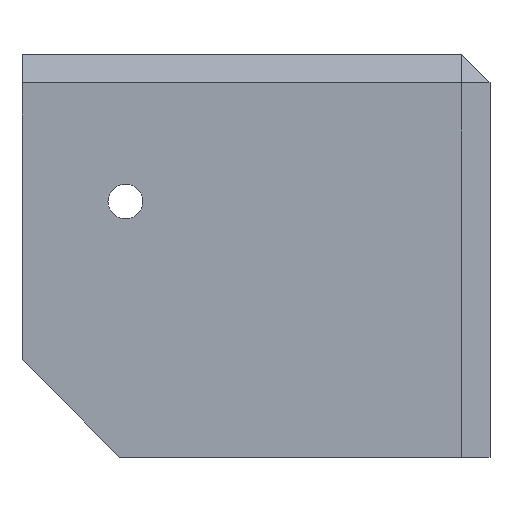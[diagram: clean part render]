
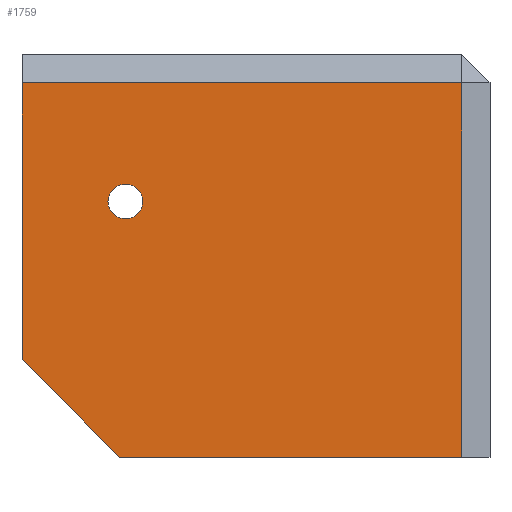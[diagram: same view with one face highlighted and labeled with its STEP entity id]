
A CAD part, left-side view. The second image highlights one B-rep face of the part: STEP entity #1759.
In plain terms, the highlighted planar face has unit normal (-1, 0, 0).
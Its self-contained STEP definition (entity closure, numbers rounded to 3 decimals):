
#100 = PLANE('',#101);
#101 = AXIS2_PLACEMENT_3D('',#102,#103,#104);
#102 = CARTESIAN_POINT('',(-91.2,-13.5,12.2));
#103 = DIRECTION('',(0.707,-0.,-0.707));
#104 = DIRECTION('',(-0.,-1.,-0.));
#128 = PLANE('',#129);
#129 = AXIS2_PLACEMENT_3D('',#130,#131,#132);
#130 = CARTESIAN_POINT('',(-85.491,29.5,-0.381));
#131 = DIRECTION('',(-0.,1.,0.));
#132 = DIRECTION('',(1.,0.,0.));
#657 = VERTEX_POINT('',#658);
#658 = CARTESIAN_POINT('',(-92.5,-10.9,10.9));
#681 = VERTEX_POINT('',#682);
#682 = CARTESIAN_POINT('',(-92.5,29.5,10.9));
#703 = EDGE_CURVE('',#657,#681,#704,.T.);
#704 = SURFACE_CURVE('',#705,(#709,#716),.PCURVE_S1.);
#705 = LINE('',#706,#707);
#706 = CARTESIAN_POINT('',(-92.5,-13.5,10.9));
#707 = VECTOR('',#708,1.);
#708 = DIRECTION('',(-0.,1.,-0.));
#709 = PCURVE('',#100,#710);
#710 = DEFINITIONAL_REPRESENTATION('',(#711),#715);
#711 = LINE('',#712,#713);
#712 = CARTESIAN_POINT('',(-0.,1.838));
#713 = VECTOR('',#714,1.);
#714 = DIRECTION('',(-1.,0.));
#715 = ( GEOMETRIC_REPRESENTATION_CONTEXT(2) 
PARAMETRIC_REPRESENTATION_CONTEXT() REPRESENTATION_CONTEXT('2D SPACE',''
  ) );
#716 = PCURVE('',#717,#722);
#717 = PLANE('',#718);
#718 = AXIS2_PLACEMENT_3D('',#719,#720,#721);
#719 = CARTESIAN_POINT('',(-92.5,7.159,-4.261)
  );
#720 = DIRECTION('',(-1.,-0.,0.));
#721 = DIRECTION('',(0.,-0.,1.));
#722 = DEFINITIONAL_REPRESENTATION('',(#723),#727);
#723 = LINE('',#724,#725);
#724 = CARTESIAN_POINT('',(15.161,-20.659));
#725 = VECTOR('',#726,1.);
#726 = DIRECTION('',(-0.,1.));
#727 = ( GEOMETRIC_REPRESENTATION_CONTEXT(2) 
PARAMETRIC_REPRESENTATION_CONTEXT() REPRESENTATION_CONTEXT('2D SPACE',''
  ) );
#883 = VERTEX_POINT('',#884);
#884 = CARTESIAN_POINT('',(-92.5,29.5,-14.5));
#898 = PLANE('',#899);
#899 = AXIS2_PLACEMENT_3D('',#900,#901,#902);
#900 = CARTESIAN_POINT('',(-92.5,25.,-19.));
#901 = DIRECTION('',(0.,0.707,-0.707));
#902 = DIRECTION('',(-1.,0.,0.));
#910 = EDGE_CURVE('',#681,#883,#911,.T.);
#911 = SURFACE_CURVE('',#912,(#916,#923),.PCURVE_S1.);
#912 = LINE('',#913,#914);
#913 = CARTESIAN_POINT('',(-92.5,29.5,-13.5));
#914 = VECTOR('',#915,1.);
#915 = DIRECTION('',(0.,-0.,-1.));
#916 = PCURVE('',#128,#917);
#917 = DEFINITIONAL_REPRESENTATION('',(#918),#922);
#918 = LINE('',#919,#920);
#919 = CARTESIAN_POINT('',(-7.009,13.119));
#920 = VECTOR('',#921,1.);
#921 = DIRECTION('',(-0.,1.));
#922 = ( GEOMETRIC_REPRESENTATION_CONTEXT(2) 
PARAMETRIC_REPRESENTATION_CONTEXT() REPRESENTATION_CONTEXT('2D SPACE',''
  ) );
#923 = PCURVE('',#717,#924);
#924 = DEFINITIONAL_REPRESENTATION('',(#925),#929);
#925 = LINE('',#926,#927);
#926 = CARTESIAN_POINT('',(-9.239,22.341));
#927 = VECTOR('',#928,1.);
#928 = DIRECTION('',(-1.,0.));
#929 = ( GEOMETRIC_REPRESENTATION_CONTEXT(2) 
PARAMETRIC_REPRESENTATION_CONTEXT() REPRESENTATION_CONTEXT('2D SPACE',''
  ) );
#953 = PLANE('',#954);
#954 = AXIS2_PLACEMENT_3D('',#955,#956,#957);
#955 = CARTESIAN_POINT('',(-88.26,0.305,-23.5
    ));
#956 = DIRECTION('',(0.,-0.,-1.));
#957 = DIRECTION('',(1.,-0.,0.));
#1002 = PLANE('',#1003);
#1003 = AXIS2_PLACEMENT_3D('',#1004,#1005,#1006);
#1004 = CARTESIAN_POINT('',(-91.2,-12.2,13.5));
#1005 = DIRECTION('',(-0.707,-0.707,0.)
  );
#1006 = DIRECTION('',(0.,0.,-1.));
#1759 = ADVANCED_FACE('',(#1760,#1831),#717,.T.);
#1760 = FACE_BOUND('',#1761,.T.);
#1761 = EDGE_LOOP('',(#1762,#1763,#1786,#1809,#1830));
#1762 = ORIENTED_EDGE('',*,*,#910,.T.);
#1763 = ORIENTED_EDGE('',*,*,#1764,.F.);
#1764 = EDGE_CURVE('',#1765,#883,#1767,.T.);
#1765 = VERTEX_POINT('',#1766);
#1766 = CARTESIAN_POINT('',(-92.5,20.5,-23.5));
#1767 = SURFACE_CURVE('',#1768,(#1772,#1779),.PCURVE_S1.);
#1768 = LINE('',#1769,#1770);
#1769 = CARTESIAN_POINT('',(-92.5,16.75,-27.25));
#1770 = VECTOR('',#1771,1.);
#1771 = DIRECTION('',(0.,0.707,0.707));
#1772 = PCURVE('',#717,#1773);
#1773 = DEFINITIONAL_REPRESENTATION('',(#1774),#1778);
#1774 = LINE('',#1775,#1776);
#1775 = CARTESIAN_POINT('',(-22.989,9.591));
#1776 = VECTOR('',#1777,1.);
#1777 = DIRECTION('',(0.707,0.707));
#1778 = ( GEOMETRIC_REPRESENTATION_CONTEXT(2) 
PARAMETRIC_REPRESENTATION_CONTEXT() REPRESENTATION_CONTEXT('2D SPACE',''
  ) );
#1779 = PCURVE('',#898,#1780);
#1780 = DEFINITIONAL_REPRESENTATION('',(#1781),#1785);
#1781 = LINE('',#1782,#1783);
#1782 = CARTESIAN_POINT('',(0.,-11.667));
#1783 = VECTOR('',#1784,1.);
#1784 = DIRECTION('',(0.,1.));
#1785 = ( GEOMETRIC_REPRESENTATION_CONTEXT(2) 
PARAMETRIC_REPRESENTATION_CONTEXT() REPRESENTATION_CONTEXT('2D SPACE',''
  ) );
#1786 = ORIENTED_EDGE('',*,*,#1787,.F.);
#1787 = EDGE_CURVE('',#1788,#1765,#1790,.T.);
#1788 = VERTEX_POINT('',#1789);
#1789 = CARTESIAN_POINT('',(-92.5,-10.9,-23.5));
#1790 = SURFACE_CURVE('',#1791,(#1795,#1802),.PCURVE_S1.);
#1791 = LINE('',#1792,#1793);
#1792 = CARTESIAN_POINT('',(-92.5,-13.5,-23.5));
#1793 = VECTOR('',#1794,1.);
#1794 = DIRECTION('',(-0.,1.,-0.));
#1795 = PCURVE('',#717,#1796);
#1796 = DEFINITIONAL_REPRESENTATION('',(#1797),#1801);
#1797 = LINE('',#1798,#1799);
#1798 = CARTESIAN_POINT('',(-19.239,-20.659));
#1799 = VECTOR('',#1800,1.);
#1800 = DIRECTION('',(-0.,1.));
#1801 = ( GEOMETRIC_REPRESENTATION_CONTEXT(2) 
PARAMETRIC_REPRESENTATION_CONTEXT() REPRESENTATION_CONTEXT('2D SPACE',''
  ) );
#1802 = PCURVE('',#953,#1803);
#1803 = DEFINITIONAL_REPRESENTATION('',(#1804),#1808);
#1804 = LINE('',#1805,#1806);
#1805 = CARTESIAN_POINT('',(-4.24,13.805));
#1806 = VECTOR('',#1807,1.);
#1807 = DIRECTION('',(-0.,-1.));
#1808 = ( GEOMETRIC_REPRESENTATION_CONTEXT(2) 
PARAMETRIC_REPRESENTATION_CONTEXT() REPRESENTATION_CONTEXT('2D SPACE',''
  ) );
#1809 = ORIENTED_EDGE('',*,*,#1810,.F.);
#1810 = EDGE_CURVE('',#657,#1788,#1811,.T.);
#1811 = SURFACE_CURVE('',#1812,(#1816,#1823),.PCURVE_S1.);
#1812 = LINE('',#1813,#1814);
#1813 = CARTESIAN_POINT('',(-92.5,-10.9,13.5));
#1814 = VECTOR('',#1815,1.);
#1815 = DIRECTION('',(0.,-0.,-1.));
#1816 = PCURVE('',#717,#1817);
#1817 = DEFINITIONAL_REPRESENTATION('',(#1818),#1822);
#1818 = LINE('',#1819,#1820);
#1819 = CARTESIAN_POINT('',(17.761,-18.059));
#1820 = VECTOR('',#1821,1.);
#1821 = DIRECTION('',(-1.,0.));
#1822 = ( GEOMETRIC_REPRESENTATION_CONTEXT(2) 
PARAMETRIC_REPRESENTATION_CONTEXT() REPRESENTATION_CONTEXT('2D SPACE',''
  ) );
#1823 = PCURVE('',#1002,#1824);
#1824 = DEFINITIONAL_REPRESENTATION('',(#1825),#1829);
#1825 = LINE('',#1826,#1827);
#1826 = CARTESIAN_POINT('',(0.,-1.838));
#1827 = VECTOR('',#1828,1.);
#1828 = DIRECTION('',(1.,0.));
#1829 = ( GEOMETRIC_REPRESENTATION_CONTEXT(2) 
PARAMETRIC_REPRESENTATION_CONTEXT() REPRESENTATION_CONTEXT('2D SPACE',''
  ) );
#1830 = ORIENTED_EDGE('',*,*,#703,.T.);
#1831 = FACE_BOUND('',#1832,.T.);
#1832 = EDGE_LOOP('',(#1833));
#1833 = ORIENTED_EDGE('',*,*,#1834,.T.);
#1834 = EDGE_CURVE('',#1835,#1835,#1837,.T.);
#1835 = VERTEX_POINT('',#1836);
#1836 = CARTESIAN_POINT('',(-92.5,20.,-1.6));
#1837 = SURFACE_CURVE('',#1838,(#1843,#1854),.PCURVE_S1.);
#1838 = CIRCLE('',#1839,1.6);
#1839 = AXIS2_PLACEMENT_3D('',#1840,#1841,#1842);
#1840 = CARTESIAN_POINT('',(-92.5,20.,0.));
#1841 = DIRECTION('',(1.,0.,0.));
#1842 = DIRECTION('',(0.,-0.,-1.));
#1843 = PCURVE('',#717,#1844);
#1844 = DEFINITIONAL_REPRESENTATION('',(#1845),#1853);
#1845 = ( BOUNDED_CURVE() B_SPLINE_CURVE(2,(#1846,#1847,#1848,#1849,
#1850,#1851,#1852),.UNSPECIFIED.,.T.,.F.) B_SPLINE_CURVE_WITH_KNOTS((1,2
    ,2,2,2,1),(-2.094,0.,2.094,4.189,
6.283,8.378),.UNSPECIFIED.) CURVE() 
GEOMETRIC_REPRESENTATION_ITEM() RATIONAL_B_SPLINE_CURVE((1.,0.5,1.,0.5,
1.,0.5,1.)) REPRESENTATION_ITEM('') );
#1846 = CARTESIAN_POINT('',(2.661,12.841));
#1847 = CARTESIAN_POINT('',(2.661,15.612));
#1848 = CARTESIAN_POINT('',(5.061,14.227));
#1849 = CARTESIAN_POINT('',(7.461,12.841));
#1850 = CARTESIAN_POINT('',(5.061,11.455));
#1851 = CARTESIAN_POINT('',(2.661,10.07));
#1852 = CARTESIAN_POINT('',(2.661,12.841));
#1853 = ( GEOMETRIC_REPRESENTATION_CONTEXT(2) 
PARAMETRIC_REPRESENTATION_CONTEXT() REPRESENTATION_CONTEXT('2D SPACE',''
  ) );
#1854 = PCURVE('',#1855,#1860);
#1855 = CYLINDRICAL_SURFACE('',#1856,1.6);
#1856 = AXIS2_PLACEMENT_3D('',#1857,#1858,#1859);
#1857 = CARTESIAN_POINT('',(-93.5,20.,0.));
#1858 = DIRECTION('',(1.,-0.,0.));
#1859 = DIRECTION('',(0.,0.,-1.));
#1860 = DEFINITIONAL_REPRESENTATION('',(#1861),#1865);
#1861 = LINE('',#1862,#1863);
#1862 = CARTESIAN_POINT('',(-6.283,1.));
#1863 = VECTOR('',#1864,1.);
#1864 = DIRECTION('',(1.,-0.));
#1865 = ( GEOMETRIC_REPRESENTATION_CONTEXT(2) 
PARAMETRIC_REPRESENTATION_CONTEXT() REPRESENTATION_CONTEXT('2D SPACE',''
  ) );
